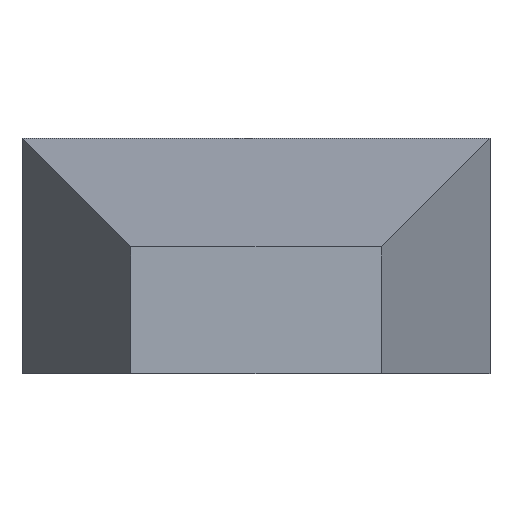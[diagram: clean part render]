
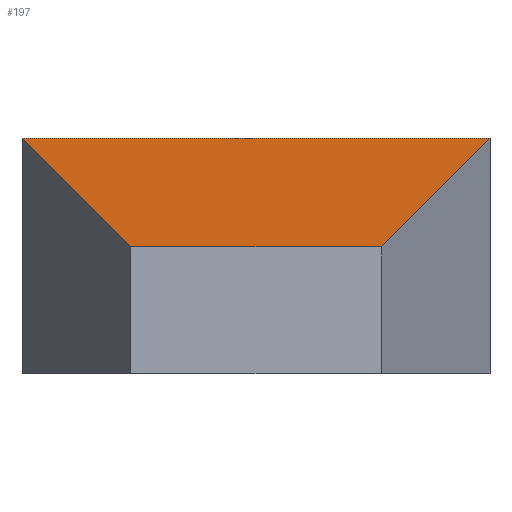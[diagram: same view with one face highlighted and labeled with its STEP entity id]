
A CAD part, front view. The second image highlights one B-rep face of the part: STEP entity #197.
In plain terms, the highlighted planar face has unit normal (0, -0.316, 0.949).
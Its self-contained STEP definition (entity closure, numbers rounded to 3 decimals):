
#15=FACE_OUTER_BOUND('',#27,.T.);
#27=EDGE_LOOP('',(#133,#134,#135,#136));
#39=LINE('',#291,#65);
#40=LINE('',#293,#66);
#41=LINE('',#295,#67);
#42=LINE('',#296,#68);
#65=VECTOR('',#239,10.);
#66=VECTOR('',#240,10.);
#67=VECTOR('',#241,10.);
#68=VECTOR('',#242,10.);
#91=VERTEX_POINT('',#289);
#92=VERTEX_POINT('',#290);
#93=VERTEX_POINT('',#292);
#94=VERTEX_POINT('',#294);
#107=EDGE_CURVE('',#91,#92,#39,.T.);
#108=EDGE_CURVE('',#92,#93,#40,.T.);
#109=EDGE_CURVE('',#93,#94,#41,.T.);
#110=EDGE_CURVE('',#94,#91,#42,.T.);
#133=ORIENTED_EDGE('',*,*,#107,.T.);
#134=ORIENTED_EDGE('',*,*,#108,.T.);
#135=ORIENTED_EDGE('',*,*,#109,.T.);
#136=ORIENTED_EDGE('',*,*,#110,.T.);
#185=PLANE('',#223);
#197=ADVANCED_FACE('',(#15),#185,.T.);
#223=AXIS2_PLACEMENT_3D('',#288,#237,#238);
#237=DIRECTION('center_axis',(0.,-0.316,
0.949));
#238=DIRECTION('ref_axis',(1.,0.,0.));
#239=DIRECTION('',(0.302,0.905,0.302));
#240=DIRECTION('',(-1.,0.,0.));
#241=DIRECTION('',(0.302,-0.905,-0.302));
#242=DIRECTION('',(1.,0.,0.));
#288=CARTESIAN_POINT('Origin',(3.225,4.5,5.));
#289=CARTESIAN_POINT('',(9.9,0.,3.5));
#290=CARTESIAN_POINT('',(12.9,9.,6.5));
#291=CARTESIAN_POINT('',(10.801,2.703,4.401));
#292=CARTESIAN_POINT('',(0.,9.,6.5));
#293=CARTESIAN_POINT('',(3.225,9.,6.5));
#294=CARTESIAN_POINT('',(3.,0.,3.5));
#295=CARTESIAN_POINT('',(1.806,3.583,4.694));
#296=CARTESIAN_POINT('',(3.225,0.,3.5));
